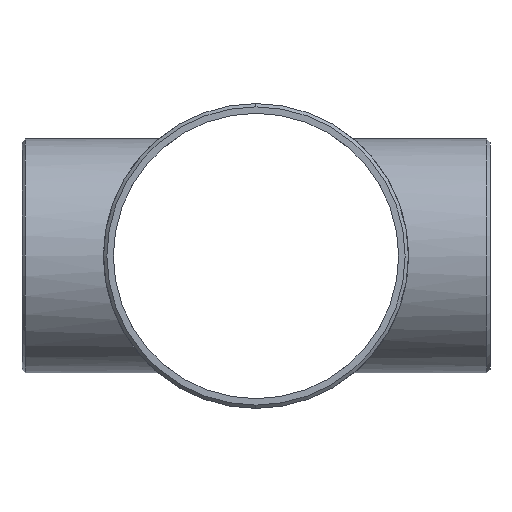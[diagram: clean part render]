
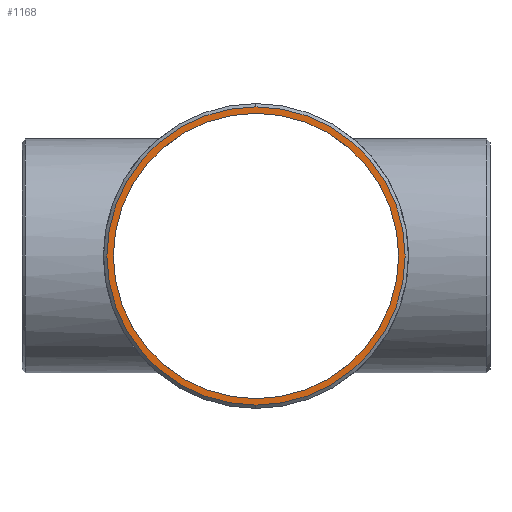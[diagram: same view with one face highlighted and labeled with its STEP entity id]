
A CAD part, left-side view. The second image highlights one B-rep face of the part: STEP entity #1168.
In plain terms, the highlighted planar face has unit normal (-1, 0, 0).
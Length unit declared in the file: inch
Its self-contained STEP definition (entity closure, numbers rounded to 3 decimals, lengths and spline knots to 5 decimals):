
#10 = DIRECTION ( 'NONE',  ( -1., 0., 0. ) ) ;
#23 = DIRECTION ( 'NONE',  ( -1., 0., 0. ) ) ;
#30 = CIRCLE ( 'NONE', #123, 4.22017 ) ;
#97 = DIRECTION ( 'NONE',  ( 0., 0., 1. ) ) ;
#122 = DIRECTION ( 'NONE',  ( -1., 0., 0. ) ) ;
#123 = AXIS2_PLACEMENT_3D ( 'NONE', #1036, #10, #97 ) ;
#144 = ORIENTED_EDGE ( 'NONE', *, *, #1445, .T. ) ;
#146 = AXIS2_PLACEMENT_3D ( 'NONE', #702, #23, #812 ) ;
#228 = EDGE_CURVE ( 'NONE', #816, #537, #943, .T. ) ;
#243 = VERTEX_POINT ( 'NONE', #661 ) ;
#287 = DIRECTION ( 'NONE',  ( 0., 0., 1. ) ) ;
#430 = AXIS2_PLACEMENT_3D ( 'NONE', #1266, #122, #975 ) ;
#432 = DIRECTION ( 'NONE',  ( 0., 0., 1. ) ) ;
#458 = CARTESIAN_POINT ( 'NONE',  ( -7., 0., 0. ) ) ;
#499 = AXIS2_PLACEMENT_3D ( 'NONE', #458, #917, #432 ) ;
#537 = VERTEX_POINT ( 'NONE', #1043 ) ;
#560 = EDGE_CURVE ( 'NONE', #243, #1132, #30, .T. ) ;
#630 = DIRECTION ( 'NONE',  ( 1., 0., 0. ) ) ;
#661 = CARTESIAN_POINT ( 'NONE',  ( -7., 0., 4.22017 ) ) ;
#696 = EDGE_LOOP ( 'NONE', ( #144, #1331 ) ) ;
#697 = PLANE ( 'NONE',  #430 ) ;
#702 = CARTESIAN_POINT ( 'NONE',  ( -7., 0., 0. ) ) ;
#716 = CARTESIAN_POINT ( 'NONE',  ( -7., 0., 4.0355 ) ) ;
#801 = CIRCLE ( 'NONE', #146, 4.22017 ) ;
#809 = ORIENTED_EDGE ( 'NONE', *, *, #228, .T. ) ;
#812 = DIRECTION ( 'NONE',  ( 0., 0., 1. ) ) ;
#816 = VERTEX_POINT ( 'NONE', #716 ) ;
#817 = FACE_BOUND ( 'NONE', #1116, .T. ) ;
#868 = ORIENTED_EDGE ( 'NONE', *, *, #1141, .T. ) ;
#881 = CARTESIAN_POINT ( 'NONE',  ( -7., 0., -4.22017 ) ) ;
#917 = DIRECTION ( 'NONE',  ( 1., 0., 0. ) ) ;
#943 = CIRCLE ( 'NONE', #1299, 4.0355 ) ;
#975 = DIRECTION ( 'NONE',  ( 0., 0., -1. ) ) ;
#1036 = CARTESIAN_POINT ( 'NONE',  ( -7., 0., 0. ) ) ;
#1043 = CARTESIAN_POINT ( 'NONE',  ( -7., 0., -4.0355 ) ) ;
#1116 = EDGE_LOOP ( 'NONE', ( #809, #868 ) ) ;
#1132 = VERTEX_POINT ( 'NONE', #881 ) ;
#1141 = EDGE_CURVE ( 'NONE', #537, #816, #1154, .T. ) ;
#1154 = CIRCLE ( 'NONE', #499, 4.0355 ) ;
#1158 = FACE_OUTER_BOUND ( 'NONE', #696, .T. ) ;
#1168 = ADVANCED_FACE ( 'NONE', ( #1158, #817 ), #697, .T. ) ;
#1198 = CARTESIAN_POINT ( 'NONE',  ( -7., 0., 0. ) ) ;
#1266 = CARTESIAN_POINT ( 'NONE',  ( -7., 0., 0. ) ) ;
#1299 = AXIS2_PLACEMENT_3D ( 'NONE', #1198, #630, #287 ) ;
#1331 = ORIENTED_EDGE ( 'NONE', *, *, #560, .T. ) ;
#1445 = EDGE_CURVE ( 'NONE', #1132, #243, #801, .T. ) ;
